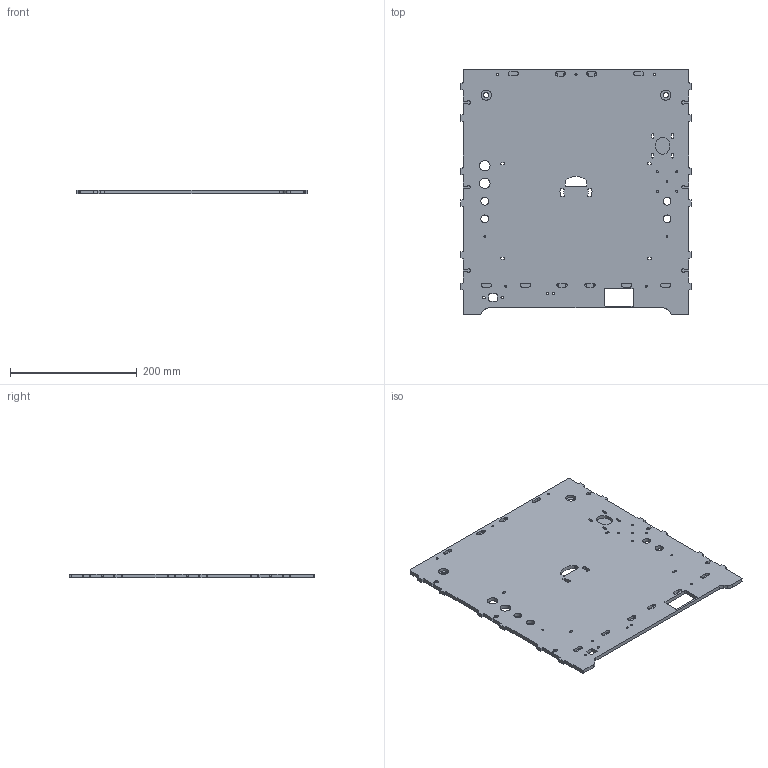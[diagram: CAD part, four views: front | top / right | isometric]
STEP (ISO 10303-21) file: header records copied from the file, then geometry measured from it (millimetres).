
FILE_DESCRIPTION(/* description */ (''),/* implementation_level */ '2;1');
FILE_NAME(/* name */ '6f71fba6-8366-4e06-a6fb-954bd8f6fef7.stp',/* time_stamp */ '2017-12-17T18:57:32+00:00',/* author */ (''),/* organization */ (''),/* preprocessor_version */ 'ST-DEVELOPER v16.13',/* originating_system */ 'Autodesk Translation Framework v6.5.0.72',/* authorisation */ '');
FILE_SCHEMA (('AUTOMOTIVE_DESIGN { 1 0 10303 214 3 1 1 }'));
Length unit declared in the file: millimetre
Products named in the file (1): xBot Back Medium
Bounding box: 364.2 x 388 x 6 mm (x, y, z)
Volume: 783905 mm3; surface area: 282620.5 mm2
Topology: 1 solids, 1 shells, 364 faces, 1020 edges, 678 vertices
Faces by surface type: plane 193, cylinder 171
Full cylindrical faces by diameter (mm): 3 x3, 3.2 x11, 8.5 x2, 12.4 x4, 16 x2, 16.6 x2
Entity records: 11977 total; most frequent: DIRECTION 2102, CARTESIAN_POINT 2063, ORIENTED_EDGE 2040, EDGE_CURVE 1020, AXIS2_PLACEMENT_3D 717, VERTEX_POINT 678, LINE 668, VECTOR 668
